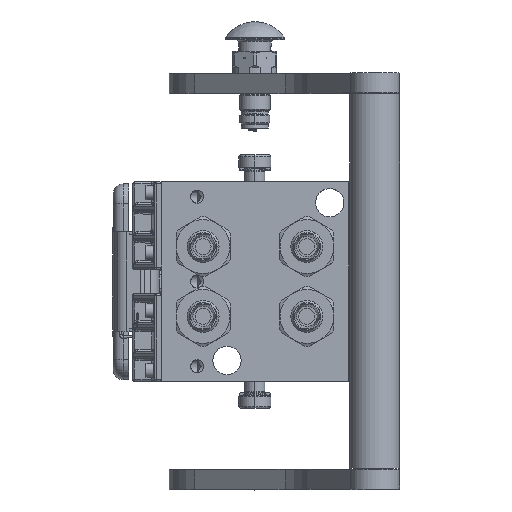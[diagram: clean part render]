
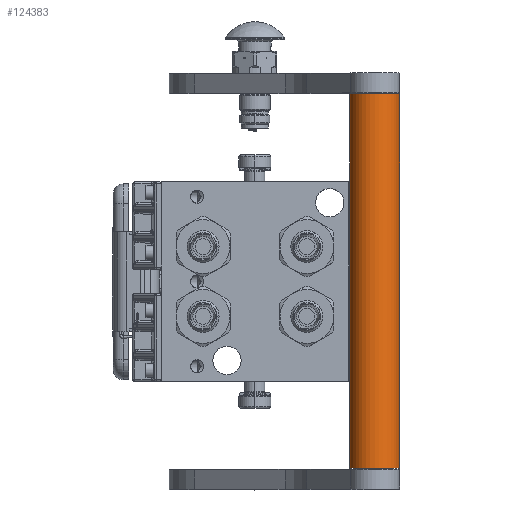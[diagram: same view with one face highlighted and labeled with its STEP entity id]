
A CAD part, top view. The second image highlights one B-rep face of the part: STEP entity #124383.
In plain terms, the highlighted cylindrical face has radius 12.5 mm (diameter 25 mm), a partial arc.
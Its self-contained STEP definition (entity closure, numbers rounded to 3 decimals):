
#4945 = CIRCLE ( 'NONE', #125221, 12.5 ) ;
#6429 = ORIENTED_EDGE ( 'NONE', *, *, #98313, .T. ) ;
#8052 = DIRECTION ( 'NONE',  ( 0., 0., -1. ) ) ;
#8674 = ORIENTED_EDGE ( 'NONE', *, *, #81200, .T. ) ;
#14285 = ORIENTED_EDGE ( 'NONE', *, *, #61404, .F. ) ;
#15594 = CARTESIAN_POINT ( 'NONE',  ( 196., 0., -12.5 ) ) ;
#15682 = CIRCLE ( 'NONE', #95588, 12.5 ) ;
#21460 = DIRECTION ( 'NONE',  ( -1., 0., 0. ) ) ;
#21500 = VECTOR ( 'NONE', #45547, 1000. ) ;
#22200 = AXIS2_PLACEMENT_3D ( 'NONE', #51571, #42323, #73919 ) ;
#35961 = EDGE_CURVE ( 'NONE', #122819, #89258, #15682, .T. ) ;
#39669 = LINE ( 'NONE', #15594, #21500 ) ;
#42323 = DIRECTION ( 'NONE',  ( -1., 0., 0. ) ) ;
#45547 = DIRECTION ( 'NONE',  ( -1., 0., 0. ) ) ;
#47255 = FACE_OUTER_BOUND ( 'NONE', #112688, .T. ) ;
#49184 = CARTESIAN_POINT ( 'NONE',  ( 196., 0., 0. ) ) ;
#51571 = CARTESIAN_POINT ( 'NONE',  ( -10.225, 0., 0. ) ) ;
#52349 = CARTESIAN_POINT ( 'NONE',  ( 196., 0., 12.5 ) ) ;
#61404 = EDGE_CURVE ( 'NONE', #99292, #122819, #39669, .T. ) ;
#62376 = CARTESIAN_POINT ( 'NONE',  ( 196., 0., -12.5 ) ) ;
#69807 = DIRECTION ( 'NONE',  ( 0., 0., -1. ) ) ;
#73919 = DIRECTION ( 'NONE',  ( 0., 0., 1. ) ) ;
#81200 = EDGE_CURVE ( 'NONE', #99292, #130994, #4945, .T. ) ;
#81967 = DIRECTION ( 'NONE',  ( -1., 0., 0. ) ) ;
#86462 = CARTESIAN_POINT ( 'NONE',  ( 196., 0., 12.5 ) ) ;
#89258 = VERTEX_POINT ( 'NONE', #112828 ) ;
#95381 = ORIENTED_EDGE ( 'NONE', *, *, #35961, .F. ) ;
#95588 = AXIS2_PLACEMENT_3D ( 'NONE', #134964, #81967, #8052 ) ;
#98313 = EDGE_CURVE ( 'NONE', #130994, #89258, #105427, .T. ) ;
#99292 = VERTEX_POINT ( 'NONE', #62376 ) ;
#102253 = DIRECTION ( 'NONE',  ( -1., 0., 0. ) ) ;
#102948 = CYLINDRICAL_SURFACE ( 'NONE', #22200, 12.5 ) ;
#105427 = LINE ( 'NONE', #52349, #125142 ) ;
#112688 = EDGE_LOOP ( 'NONE', ( #8674, #6429, #95381, #14285 ) ) ;
#112828 = CARTESIAN_POINT ( 'NONE',  ( 8.5, 0., 12.5 ) ) ;
#122819 = VERTEX_POINT ( 'NONE', #123409 ) ;
#123409 = CARTESIAN_POINT ( 'NONE',  ( 8.5, 0., -12.5 ) ) ;
#124383 = ADVANCED_FACE ( 'NONE', ( #47255 ), #102948, .T. ) ;
#125142 = VECTOR ( 'NONE', #21460, 1000. ) ;
#125221 = AXIS2_PLACEMENT_3D ( 'NONE', #49184, #102253, #69807 ) ;
#130994 = VERTEX_POINT ( 'NONE', #86462 ) ;
#134964 = CARTESIAN_POINT ( 'NONE',  ( 8.5, 0., 0. ) ) ;
